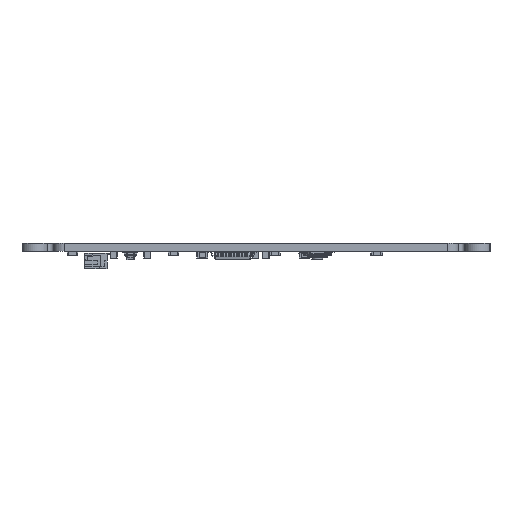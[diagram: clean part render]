
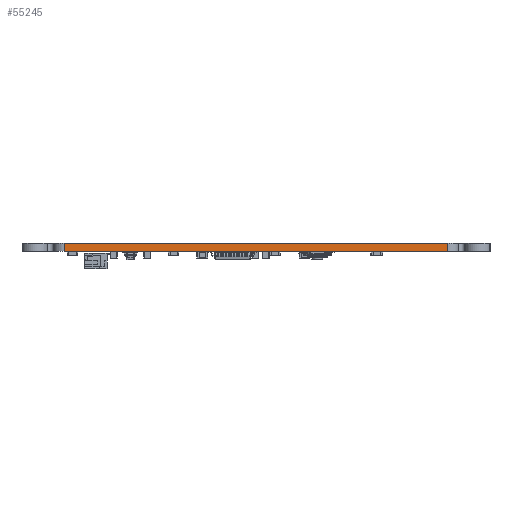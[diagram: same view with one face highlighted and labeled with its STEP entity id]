
A CAD part, left-side view. The second image highlights one B-rep face of the part: STEP entity #55245.
In plain terms, the highlighted planar face has unit normal (-1, 0, 0).
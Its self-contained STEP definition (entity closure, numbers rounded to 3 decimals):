
#45811 = VERTEX_POINT('',#45812);
#45812 = CARTESIAN_POINT('',(19.05,-25.813,0.));
#45819 = EDGE_CURVE('',#45820,#45811,#45822,.T.);
#45820 = VERTEX_POINT('',#45821);
#45821 = CARTESIAN_POINT('',(19.05,-98.013,0.));
#45822 = LINE('',#45823,#45824);
#45823 = CARTESIAN_POINT('',(19.05,-98.013,0.));
#45824 = VECTOR('',#45825,1.);
#45825 = DIRECTION('',(0.,1.,0.));
#50234 = VERTEX_POINT('',#50235);
#50235 = CARTESIAN_POINT('',(19.05,-25.813,1.51));
#50242 = EDGE_CURVE('',#50243,#50234,#50245,.T.);
#50243 = VERTEX_POINT('',#50244);
#50244 = CARTESIAN_POINT('',(19.05,-98.013,1.51));
#50245 = LINE('',#50246,#50247);
#50246 = CARTESIAN_POINT('',(19.05,-98.013,1.51));
#50247 = VECTOR('',#50248,1.);
#50248 = DIRECTION('',(0.,1.,0.));
#55215 = EDGE_CURVE('',#45811,#50234,#55216,.T.);
#55216 = LINE('',#55217,#55218);
#55217 = CARTESIAN_POINT('',(19.05,-25.813,0.));
#55218 = VECTOR('',#55219,1.);
#55219 = DIRECTION('',(0.,0.,1.));
#55245 = ADVANCED_FACE('',(#55246),#55257,.T.);
#55246 = FACE_BOUND('',#55247,.T.);
#55247 = EDGE_LOOP('',(#55248,#55254,#55255,#55256));
#55248 = ORIENTED_EDGE('',*,*,#55249,.T.);
#55249 = EDGE_CURVE('',#45820,#50243,#55250,.T.);
#55250 = LINE('',#55251,#55252);
#55251 = CARTESIAN_POINT('',(19.05,-98.013,0.));
#55252 = VECTOR('',#55253,1.);
#55253 = DIRECTION('',(0.,0.,1.));
#55254 = ORIENTED_EDGE('',*,*,#50242,.T.);
#55255 = ORIENTED_EDGE('',*,*,#55215,.F.);
#55256 = ORIENTED_EDGE('',*,*,#45819,.F.);
#55257 = PLANE('',#55258);
#55258 = AXIS2_PLACEMENT_3D('',#55259,#55260,#55261);
#55259 = CARTESIAN_POINT('',(19.05,-98.013,0.));
#55260 = DIRECTION('',(-1.,0.,0.));
#55261 = DIRECTION('',(0.,1.,0.));
